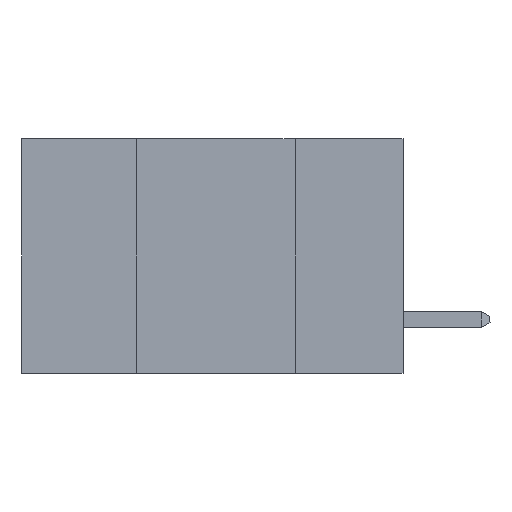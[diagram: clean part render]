
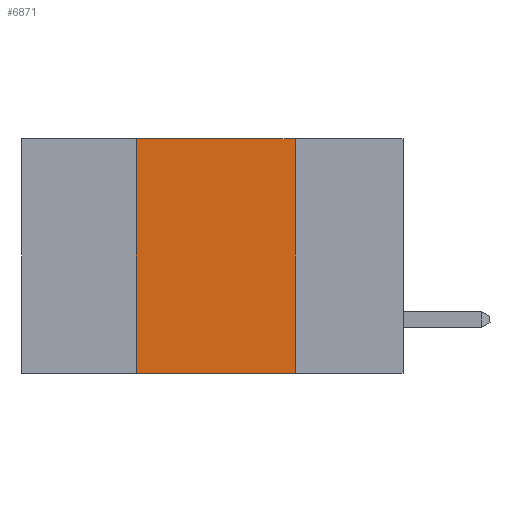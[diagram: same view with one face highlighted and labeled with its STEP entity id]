
A CAD part, left-side view. The second image highlights one B-rep face of the part: STEP entity #6871.
In plain terms, the highlighted planar face has unit normal (-1, 0, 0).
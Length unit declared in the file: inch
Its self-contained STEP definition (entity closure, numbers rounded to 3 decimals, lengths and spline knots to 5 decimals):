
#1559 = EDGE_CURVE ( 'NONE', #15603, #5584, #19445, .T. ) ;
#1576 = CARTESIAN_POINT ( 'NONE',  ( 0., 0.6, -0.37 ) ) ;
#1792 = EDGE_LOOP ( 'NONE', ( #12362, #15951, #21285, #10586 ) ) ;
#3008 = EDGE_CURVE ( 'NONE', #10366, #5584, #11861, .T. ) ;
#3299 = CARTESIAN_POINT ( 'NONE',  ( 0., 0.42, 0. ) ) ;
#5584 = VERTEX_POINT ( 'NONE', #12719 ) ;
#5681 = EDGE_CURVE ( 'NONE', #20065, #15603, #9676, .T. ) ;
#6408 = DIRECTION ( 'NONE',  ( 0., -1., 0. ) ) ;
#6821 = CARTESIAN_POINT ( 'NONE',  ( 0., 0.6, 0. ) ) ;
#6871 = ADVANCED_FACE ( 'NONE', ( #17079 ), #8715, .F. ) ;
#7452 = LINE ( 'NONE', #10248, #21358 ) ;
#7930 = DIRECTION ( 'NONE',  ( 0., -1., 0. ) ) ;
#8253 = CARTESIAN_POINT ( 'NONE',  ( 0., 0.17, 0. ) ) ;
#8342 = CARTESIAN_POINT ( 'NONE',  ( 0., 0.6, 0. ) ) ;
#8715 = PLANE ( 'NONE',  #23220 ) ;
#9676 = LINE ( 'NONE', #8342, #18704 ) ;
#10248 = CARTESIAN_POINT ( 'NONE',  ( 0., 0.42, 0. ) ) ;
#10366 = VERTEX_POINT ( 'NONE', #21800 ) ;
#10576 = DIRECTION ( 'NONE',  ( 0., 0., -1. ) ) ;
#10586 = ORIENTED_EDGE ( 'NONE', *, *, #3008, .T. ) ;
#11861 = LINE ( 'NONE', #1576, #20792 ) ;
#12362 = ORIENTED_EDGE ( 'NONE', *, *, #1559, .F. ) ;
#12719 = CARTESIAN_POINT ( 'NONE',  ( 0., 0.17, -0.37 ) ) ;
#14185 = VECTOR ( 'NONE', #18673, 39.37008 ) ;
#14211 = EDGE_CURVE ( 'NONE', #10366, #20065, #7452, .T. ) ;
#15603 = VERTEX_POINT ( 'NONE', #18147 ) ;
#15951 = ORIENTED_EDGE ( 'NONE', *, *, #5681, .F. ) ;
#17079 = FACE_OUTER_BOUND ( 'NONE', #1792, .T. ) ;
#18147 = CARTESIAN_POINT ( 'NONE',  ( 0., 0.17, 0. ) ) ;
#18673 = DIRECTION ( 'NONE',  ( 0., 0., -1. ) ) ;
#18704 = VECTOR ( 'NONE', #7930, 39.37008 ) ;
#19445 = LINE ( 'NONE', #8253, #14185 ) ;
#20065 = VERTEX_POINT ( 'NONE', #3299 ) ;
#20792 = VECTOR ( 'NONE', #6408, 39.37008 ) ;
#21035 = DIRECTION ( 'NONE',  ( 0., 0., 1. ) ) ;
#21285 = ORIENTED_EDGE ( 'NONE', *, *, #14211, .F. ) ;
#21356 = DIRECTION ( 'NONE',  ( 1., 0., 0. ) ) ;
#21358 = VECTOR ( 'NONE', #21035, 39.37008 ) ;
#21800 = CARTESIAN_POINT ( 'NONE',  ( 0., 0.42, -0.37 ) ) ;
#23220 = AXIS2_PLACEMENT_3D ( 'NONE', #6821, #21356, #10576 ) ;
